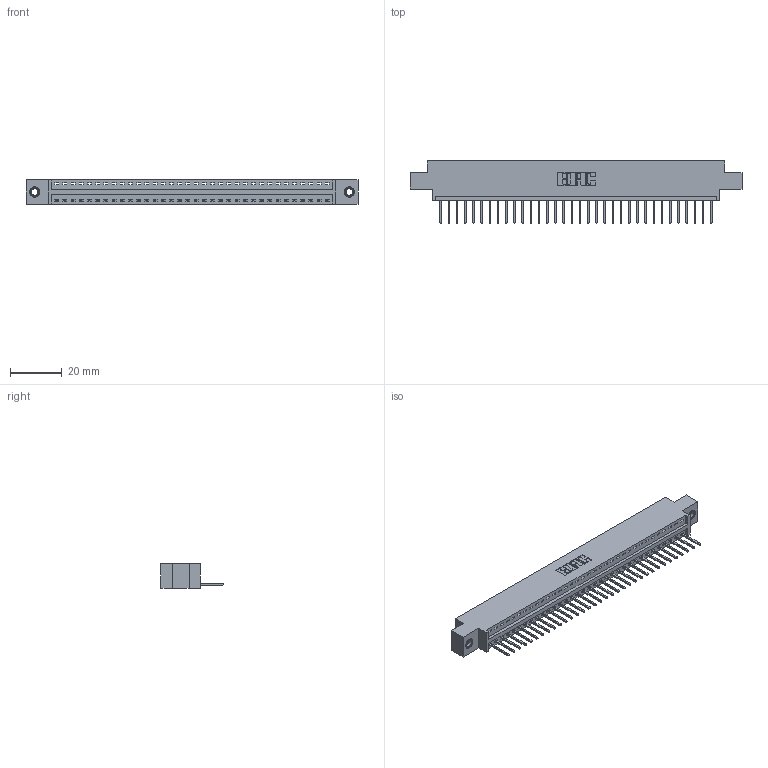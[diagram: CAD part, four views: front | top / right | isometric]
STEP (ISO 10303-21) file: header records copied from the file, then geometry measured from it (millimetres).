
FILE_DESCRIPTION (( 'STEP AP203' ), '1' );
FILE_NAME ('346-034-526-607.STEP', '2018-08-23T22:23:31', ( '' ), ( '' ), 'SwSTEP 2.0', 'SolidWorks 2016', '' );
FILE_SCHEMA (( 'CONFIG_CONTROL_DESIGN' ));
Length unit declared in the file: inch
Products named in the file (4): 346 Part_0.170 Offset - 0.156 Dia-TI; 345-292-001_345-293-126; 345-250-001_345-250-005-103; 346-034-526-607
Assembly tree (37 placements, depth 2):
  346-034-526-607
    346 Part_0.170 Offset - 0.156 Dia-TI
    345-292-001_345-293-126  x34
    345-250-001_345-250-005-103  x2
Bounding box: 128.52 x 24.13 x 9.4 mm (x, y, z)
Volume: 12052.3 mm3; surface area: 15139.3 mm2
Topology: 37 solids, 37 shells, 2158 faces, 6461 edges, 4254 vertices
Faces by surface type: plane 1472, cylinder 670, cone 12, torus 4
Entity records: 23514 total; most frequent: CARTESIAN_POINT 4017, ORIENTED_EDGE 3978, DIRECTION 3579, EDGE_CURVE 1989, LINE 1701, VECTOR 1701, VERTEX_POINT 1320, AXIS2_PLACEMENT_3D 939
